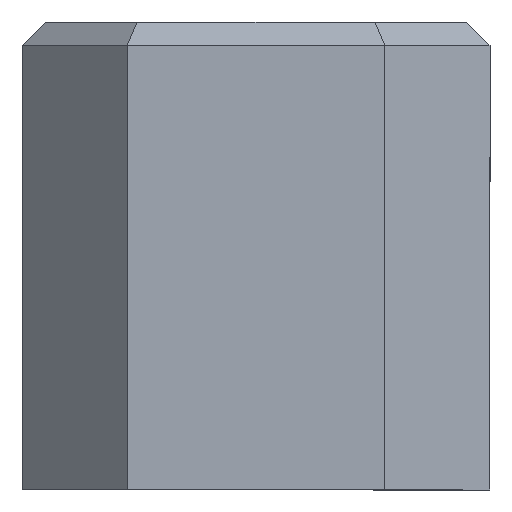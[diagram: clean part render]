
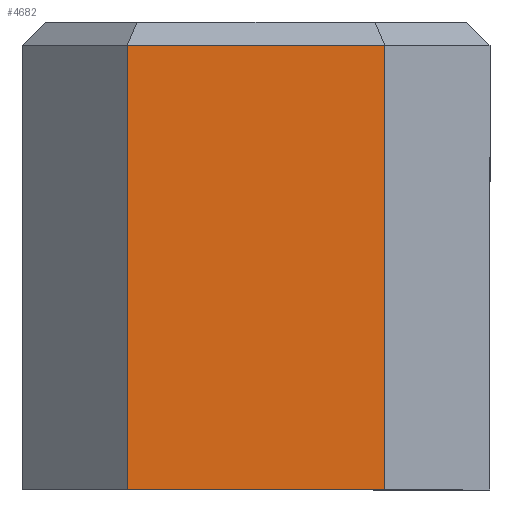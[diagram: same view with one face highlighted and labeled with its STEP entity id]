
A CAD part, left-side view. The second image highlights one B-rep face of the part: STEP entity #4682.
In plain terms, the highlighted planar face has unit normal (-1, 0, 0).
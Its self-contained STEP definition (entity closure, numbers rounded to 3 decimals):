
#4258=CARTESIAN_POINT('',(-32.0,13.5,0.0));
#4259=VERTEX_POINT('',#4258);
#4290=CARTESIAN_POINT('',(-32.0,-13.5,0.0));
#4291=VERTEX_POINT('',#4290);
#4298=CARTESIAN_POINT('',(-32.0,-13.5,0.0));
#4299=DIRECTION('',(0.0,1.0,0.0));
#4300=VECTOR('',#4299,27.);
#4301=LINE('',#4298,#4300);
#4302=EDGE_CURVE('',#4291,#4259,#4301,.T.);
#4577=CARTESIAN_POINT('',(-32.0,-13.5,46.5));
#4578=VERTEX_POINT('',#4577);
#4587=CARTESIAN_POINT('',(-32.0,-13.5,46.5));
#4588=DIRECTION('',(0.0,0.0,-1.0));
#4589=VECTOR('',#4588,46.5);
#4590=LINE('',#4587,#4589);
#4591=EDGE_CURVE('',#4578,#4291,#4590,.T.);
#4647=CARTESIAN_POINT('',(-32.0,13.5,46.5));
#4648=VERTEX_POINT('',#4647);
#4657=CARTESIAN_POINT('',(-32.0,13.5,0.0));
#4658=DIRECTION('',(0.0,0.0,1.0));
#4659=VECTOR('',#4658,46.5);
#4660=LINE('',#4657,#4659);
#4661=EDGE_CURVE('',#4259,#4648,#4660,.T.);
#4666=CARTESIAN_POINT('',(-32.0,12.25,24.5));
#4667=DIRECTION('',(1.0,0.0,0.0));
#4668=DIRECTION('',(0.0,0.0,-1.0));
#4669=AXIS2_PLACEMENT_3D('',#4666,#4667,#4668);
#4670=PLANE('',#4669);
#4671=CARTESIAN_POINT('',(-32.0,13.5,46.5));
#4672=DIRECTION('',(0.0,-1.0,0.0));
#4673=VECTOR('',#4672,27.);
#4674=LINE('',#4671,#4673);
#4675=EDGE_CURVE('',#4648,#4578,#4674,.T.);
#4676=ORIENTED_EDGE('',*,*,#4675,.F.);
#4677=ORIENTED_EDGE('',*,*,#4661,.F.);
#4678=ORIENTED_EDGE('',*,*,#4302,.F.);
#4679=ORIENTED_EDGE('',*,*,#4591,.F.);
#4680=EDGE_LOOP('',(#4676,#4677,#4678,#4679));
#4681=FACE_OUTER_BOUND('',#4680,.T.);
#4682=ADVANCED_FACE('',(#4681),#4670,.F.);
